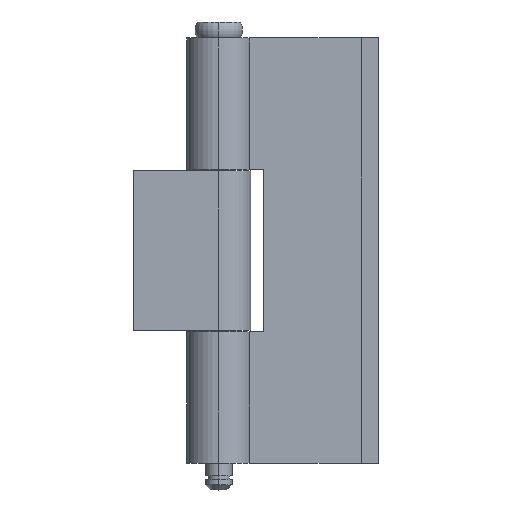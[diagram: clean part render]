
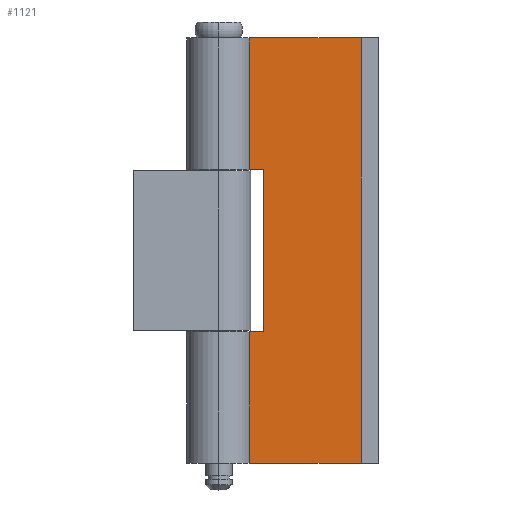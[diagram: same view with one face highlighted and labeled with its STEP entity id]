
A CAD part, top view. The second image highlights one B-rep face of the part: STEP entity #1121.
In plain terms, the highlighted planar face has unit normal (0, 0, 1).
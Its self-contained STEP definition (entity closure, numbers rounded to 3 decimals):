
#441 = CARTESIAN_POINT ( 'NONE',  ( 5.783, 40., 1.6 ) ) ;
#447 = DIRECTION ( 'NONE',  ( 0., -1., 0. ) ) ;
#448 = VECTOR ( 'NONE', #447, 1000. ) ;
#449 = CARTESIAN_POINT ( 'NONE',  ( 5.783, 40., 1.6 ) ) ;
#455 = LINE ( 'NONE', #449, #448 ) ;
#535 = CARTESIAN_POINT ( 'NONE',  ( 26.8, -40., 1.6 ) ) ;
#565 = DIRECTION ( 'NONE',  ( 1., 0., 0. ) ) ;
#566 = VECTOR ( 'NONE', #565, 1000. ) ;
#567 = CARTESIAN_POINT ( 'NONE',  ( 5.783, -40., 1.6 ) ) ;
#568 = LINE ( 'NONE', #567, #566 ) ;
#570 = CARTESIAN_POINT ( 'NONE',  ( 5.783, -15.2, 1.6 ) ) ;
#635 = CARTESIAN_POINT ( 'NONE',  ( 26.8, 40., 1.6 ) ) ;
#636 = DIRECTION ( 'NONE',  ( 1., 0., 0. ) ) ;
#637 = VECTOR ( 'NONE', #636, 1000. ) ;
#638 = CARTESIAN_POINT ( 'NONE',  ( 5.783, 40., 1.6 ) ) ;
#639 = LINE ( 'NONE', #638, #637 ) ;
#680 = CARTESIAN_POINT ( 'NONE',  ( 5.783, 15.2, 1.6 ) ) ;
#692 = DIRECTION ( 'NONE',  ( 0., -1., 0. ) ) ;
#693 = VECTOR ( 'NONE', #692, 1000. ) ;
#694 = CARTESIAN_POINT ( 'NONE',  ( 5.783, 40., 1.6 ) ) ;
#695 = LINE ( 'NONE', #694, #693 ) ;
#696 = CARTESIAN_POINT ( 'NONE',  ( 5.783, -40., 1.6 ) ) ;
#760 = CARTESIAN_POINT ( 'NONE',  ( 8.5, 40., 1.6 ) ) ;
#761 = LINE ( 'NONE', #760, #816 ) ;
#789 = DIRECTION ( 'NONE',  ( 0., -1., 0. ) ) ;
#790 = VECTOR ( 'NONE', #789, 1000. ) ;
#791 = CARTESIAN_POINT ( 'NONE',  ( 26.8, 40., 1.6 ) ) ;
#792 = LINE ( 'NONE', #791, #790 ) ;
#794 = CARTESIAN_POINT ( 'NONE',  ( 8.5, 15.2, 1.6 ) ) ;
#795 = DIRECTION ( 'NONE',  ( 1., 0., 0. ) ) ;
#796 = VECTOR ( 'NONE', #795, 1000. ) ;
#797 = CARTESIAN_POINT ( 'NONE',  ( 5.783, 15.2, 1.6 ) ) ;
#798 = LINE ( 'NONE', #797, #796 ) ;
#810 = DIRECTION ( 'NONE',  ( -1., 0., 0. ) ) ;
#811 = VECTOR ( 'NONE', #810, 1000. ) ;
#812 = CARTESIAN_POINT ( 'NONE',  ( 5.783, -15.2, 1.6 ) ) ;
#813 = LINE ( 'NONE', #812, #811 ) ;
#814 = CARTESIAN_POINT ( 'NONE',  ( 8.5, -15.2, 1.6 ) ) ;
#815 = DIRECTION ( 'NONE',  ( 0., -1., 0. ) ) ;
#816 = VECTOR ( 'NONE', #815, 1000. ) ;
#928 = DIRECTION ( 'NONE',  ( -1., 0., 0. ) ) ;
#929 = DIRECTION ( 'NONE',  ( 0., 0., -1. ) ) ;
#930 = CARTESIAN_POINT ( 'NONE',  ( 5.783, 40., 1.6 ) ) ;
#931 = AXIS2_PLACEMENT_3D ( 'NONE', #930, #929, #928 ) ;
#932 = PLANE ( 'NONE',  #931 ) ;
#933 = FACE_OUTER_BOUND ( 'NONE', #1122, .T. ) ;
#985 = EDGE_CURVE ( 'NONE', #1009, #1005, #455, .T. ) ;
#989 = VERTEX_POINT ( 'NONE', #441 ) ;
#1005 = VERTEX_POINT ( 'NONE', #696 ) ;
#1009 = VERTEX_POINT ( 'NONE', #570 ) ;
#1015 = EDGE_CURVE ( 'NONE', #989, #1016, #695, .T. ) ;
#1016 = VERTEX_POINT ( 'NONE', #680 ) ;
#1046 = VERTEX_POINT ( 'NONE', #535 ) ;
#1051 = EDGE_CURVE ( 'NONE', #1005, #1046, #568, .T. ) ;
#1062 = EDGE_CURVE ( 'NONE', #989, #1063, #639, .T. ) ;
#1063 = VERTEX_POINT ( 'NONE', #635 ) ;
#1113 = EDGE_CURVE ( 'NONE', #1063, #1046, #792, .T. ) ;
#1114 = ORIENTED_EDGE ( 'NONE', *, *, #1062, .F. ) ;
#1121 = ADVANCED_FACE ( 'NONE', ( #933 ), #932, .F. ) ;
#1122 = EDGE_LOOP ( 'NONE', ( #1155, #1156, #1135, #1138, #1140, #1141, #1142, #1114 ) ) ;
#1135 = ORIENTED_EDGE ( 'NONE', *, *, #1136, .T. ) ;
#1136 = EDGE_CURVE ( 'NONE', #1158, #1137, #761, .T. ) ;
#1137 = VERTEX_POINT ( 'NONE', #814 ) ;
#1138 = ORIENTED_EDGE ( 'NONE', *, *, #1139, .T. ) ;
#1139 = EDGE_CURVE ( 'NONE', #1137, #1009, #813, .T. ) ;
#1140 = ORIENTED_EDGE ( 'NONE', *, *, #985, .T. ) ;
#1141 = ORIENTED_EDGE ( 'NONE', *, *, #1051, .T. ) ;
#1142 = ORIENTED_EDGE ( 'NONE', *, *, #1113, .F. ) ;
#1155 = ORIENTED_EDGE ( 'NONE', *, *, #1015, .T. ) ;
#1156 = ORIENTED_EDGE ( 'NONE', *, *, #1157, .T. ) ;
#1157 = EDGE_CURVE ( 'NONE', #1016, #1158, #798, .T. ) ;
#1158 = VERTEX_POINT ( 'NONE', #794 ) ;
